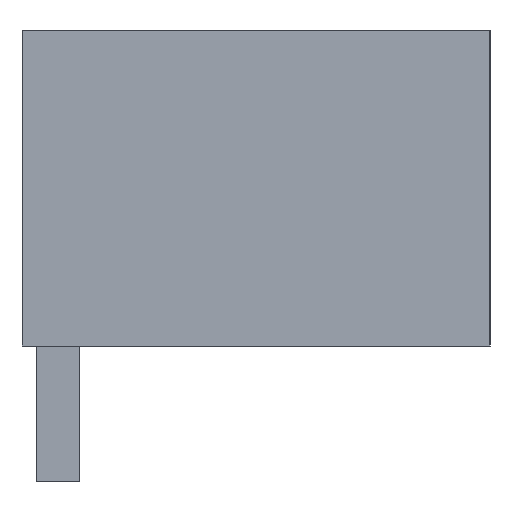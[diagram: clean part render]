
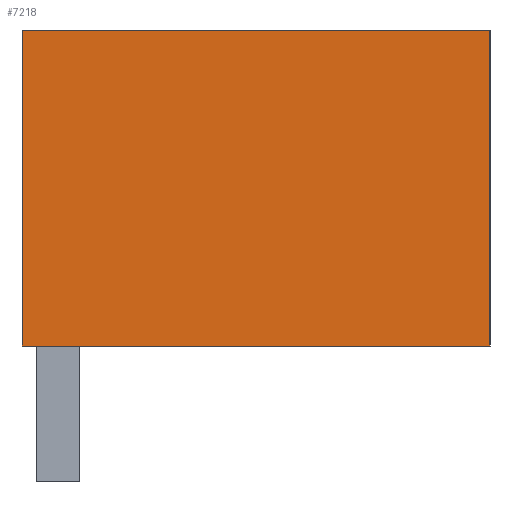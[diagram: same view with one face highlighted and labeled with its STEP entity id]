
A CAD part, left-side view. The second image highlights one B-rep face of the part: STEP entity #7218.
In plain terms, the highlighted planar face has unit normal (-1, 0, 0).
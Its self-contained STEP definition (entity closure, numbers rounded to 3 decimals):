
#7205=AXIS2_PLACEMENT_3D('Plane Axis2P3D',#7202,#7203,#7204) ;
#2390=CARTESIAN_POINT('Vertex',(0.,11.05,3.2)) ;
#2393=CARTESIAN_POINT('Line Origine',(0.,11.05,6.925)) ;
#2397=CARTESIAN_POINT('Vertex',(0.,11.05,10.65)) ;
#2903=CARTESIAN_POINT('Line Origine',(0.,5.525,3.2)) ;
#2907=CARTESIAN_POINT('Vertex',(0.,0.,3.2)) ;
#5897=CARTESIAN_POINT('Line Origine',(0.,5.525,10.65)) ;
#5901=CARTESIAN_POINT('Vertex',(0.,0.,10.65)) ;
#7202=CARTESIAN_POINT('Axis2P3D Location',(0.,11.05,0.)) ;
#7207=CARTESIAN_POINT('Line Origine',(0.,0.,6.925)) ;
#2394=DIRECTION('Vector Direction',(0.,0.,-1.)) ;
#2904=DIRECTION('Vector Direction',(0.,1.,0.)) ;
#5898=DIRECTION('Vector Direction',(0.,-1.,0.)) ;
#7203=DIRECTION('Axis2P3D Direction',(-1.,0.,0.)) ;
#7204=DIRECTION('Axis2P3D XDirection',(0.,-1.,0.)) ;
#7208=DIRECTION('Vector Direction',(0.,0.,1.)) ;
#2395=VECTOR('Line Direction',#2394,1.) ;
#2905=VECTOR('Line Direction',#2904,1.) ;
#5899=VECTOR('Line Direction',#5898,1.) ;
#7209=VECTOR('Line Direction',#7208,1.) ;
#7213=ORIENTED_EDGE('',*,*,#2399,.T.) ;
#7214=ORIENTED_EDGE('',*,*,#2909,.T.) ;
#7215=ORIENTED_EDGE('',*,*,#7211,.T.) ;
#7216=ORIENTED_EDGE('',*,*,#5903,.T.) ;
#7218=ADVANCED_FACE('HOUSING',(#7217),#7206,.T.) ;
#2399=EDGE_CURVE('',#2398,#2391,#2396,.T.) ;
#2909=EDGE_CURVE('',#2391,#2908,#2906,.F.) ;
#5903=EDGE_CURVE('',#5902,#2398,#5900,.F.) ;
#7211=EDGE_CURVE('',#2908,#5902,#7210,.T.) ;
#7212=EDGE_LOOP('',(#7213,#7214,#7215,#7216)) ;
#7217=FACE_OUTER_BOUND('',#7212,.T.) ;
#2396=LINE('Line',#2393,#2395) ;
#2906=LINE('Line',#2903,#2905) ;
#5900=LINE('Line',#5897,#5899) ;
#7210=LINE('Line',#7207,#7209) ;
#7206=PLANE('',#7205) ;
#2391=VERTEX_POINT('',#2390) ;
#2398=VERTEX_POINT('',#2397) ;
#2908=VERTEX_POINT('',#2907) ;
#5902=VERTEX_POINT('',#5901) ;
